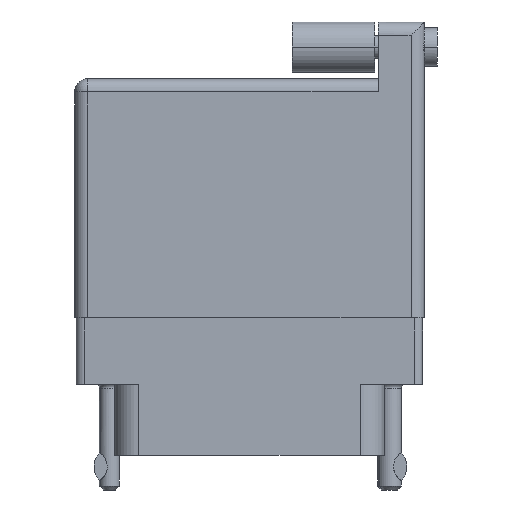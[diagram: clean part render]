
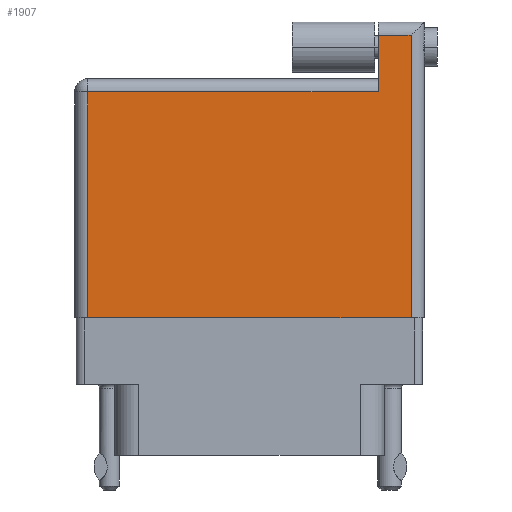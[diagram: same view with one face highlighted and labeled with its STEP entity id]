
A CAD part, front view. The second image highlights one B-rep face of the part: STEP entity #1907.
In plain terms, the highlighted face is planar.
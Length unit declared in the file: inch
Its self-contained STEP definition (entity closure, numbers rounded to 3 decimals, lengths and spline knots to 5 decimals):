
#1308 = AXIS2_PLACEMENT_3D ( 'NONE', #27875, #30531, #13011 ) ;
#1426 = VECTOR ( 'NONE', #15424, 39.37008 ) ;
#1907 = ADVANCED_FACE ( 'NONE', ( #12197 ), #15783, .F. ) ;
#2061 = VECTOR ( 'NONE', #17685, 39.37008 ) ;
#2415 = VECTOR ( 'NONE', #13374, 39.37008 ) ;
#2436 = ORIENTED_EDGE ( 'NONE', *, *, #26388, .T. ) ;
#2673 = VERTEX_POINT ( 'NONE', #20768 ) ;
#2850 = LINE ( 'NONE', #20671, #2061 ) ;
#3287 = CARTESIAN_POINT ( 'NONE',  ( 0., 0.856, 0. ) ) ;
#5606 = LINE ( 'NONE', #3287, #2415 ) ;
#5628 = LINE ( 'NONE', #22291, #22615 ) ;
#7565 = DIRECTION ( 'NONE',  ( -1., 0., 0. ) ) ;
#7786 = CARTESIAN_POINT ( 'NONE',  ( 0., 1.07, 0. ) ) ;
#8087 = ORIENTED_EDGE ( 'NONE', *, *, #26814, .T. ) ;
#9294 = CARTESIAN_POINT ( 'NONE',  ( 1.15, 1.12, 0. ) ) ;
#11809 = DIRECTION ( 'NONE',  ( 0., 1., 0. ) ) ;
#12197 = FACE_OUTER_BOUND ( 'NONE', #25183, .T. ) ;
#12451 = CARTESIAN_POINT ( 'NONE',  ( 0., 0., 0. ) ) ;
#13011 = DIRECTION ( 'NONE',  ( -1., 0., 0. ) ) ;
#13317 = VECTOR ( 'NONE', #31988, 39.37008 ) ;
#13374 = DIRECTION ( 'NONE',  ( -1., 0., 0. ) ) ;
#13654 = ORIENTED_EDGE ( 'NONE', *, *, #14536, .T. ) ;
#14536 = EDGE_CURVE ( 'NONE', #25100, #24079, #29087, .T. ) ;
#14890 = LINE ( 'NONE', #12451, #1426 ) ;
#15424 = DIRECTION ( 'NONE',  ( 1., 0., 0. ) ) ;
#15783 = PLANE ( 'NONE',  #1308 ) ;
#17580 = CARTESIAN_POINT ( 'NONE',  ( 0.05, 0., 0. ) ) ;
#17685 = DIRECTION ( 'NONE',  ( 0., -1., 0. ) ) ;
#18952 = CARTESIAN_POINT ( 'NONE',  ( 1.275, 1.07, 0. ) ) ;
#19873 = ORIENTED_EDGE ( 'NONE', *, *, #31512, .T. ) ;
#20283 = ORIENTED_EDGE ( 'NONE', *, *, #21710, .T. ) ;
#20671 = CARTESIAN_POINT ( 'NONE',  ( 0.05, 0., 0. ) ) ;
#20768 = CARTESIAN_POINT ( 'NONE',  ( 0.05, 0.856, 0. ) ) ;
#21710 = EDGE_CURVE ( 'NONE', #24079, #2673, #5606, .T. ) ;
#22291 = CARTESIAN_POINT ( 'NONE',  ( 1.275, 1.12, 0. ) ) ;
#22519 = VERTEX_POINT ( 'NONE', #17580 ) ;
#22615 = VECTOR ( 'NONE', #11809, 39.37008 ) ;
#23594 = CARTESIAN_POINT ( 'NONE',  ( 1.15, 1.07, 0. ) ) ;
#24079 = VERTEX_POINT ( 'NONE', #24407 ) ;
#24407 = CARTESIAN_POINT ( 'NONE',  ( 1.15, 0.856, 0. ) ) ;
#24504 = CARTESIAN_POINT ( 'NONE',  ( 1.275, 0., 0. ) ) ;
#25100 = VERTEX_POINT ( 'NONE', #23594 ) ;
#25183 = EDGE_LOOP ( 'NONE', ( #19873, #2436, #8087, #13654, #20283, #32654 ) ) ;
#25789 = EDGE_CURVE ( 'NONE', #2673, #22519, #2850, .T. ) ;
#26388 = EDGE_CURVE ( 'NONE', #27061, #29263, #5628, .T. ) ;
#26814 = EDGE_CURVE ( 'NONE', #29263, #25100, #30066, .T. ) ;
#27061 = VERTEX_POINT ( 'NONE', #24504 ) ;
#27875 = CARTESIAN_POINT ( 'NONE',  ( 0., 0.906, 0. ) ) ;
#29087 = LINE ( 'NONE', #9294, #13317 ) ;
#29263 = VERTEX_POINT ( 'NONE', #18952 ) ;
#30066 = LINE ( 'NONE', #7786, #32444 ) ;
#30531 = DIRECTION ( 'NONE',  ( 0., 0., -1. ) ) ;
#31512 = EDGE_CURVE ( 'NONE', #22519, #27061, #14890, .T. ) ;
#31988 = DIRECTION ( 'NONE',  ( 0., -1., 0. ) ) ;
#32444 = VECTOR ( 'NONE', #7565, 39.37008 ) ;
#32654 = ORIENTED_EDGE ( 'NONE', *, *, #25789, .T. ) ;
